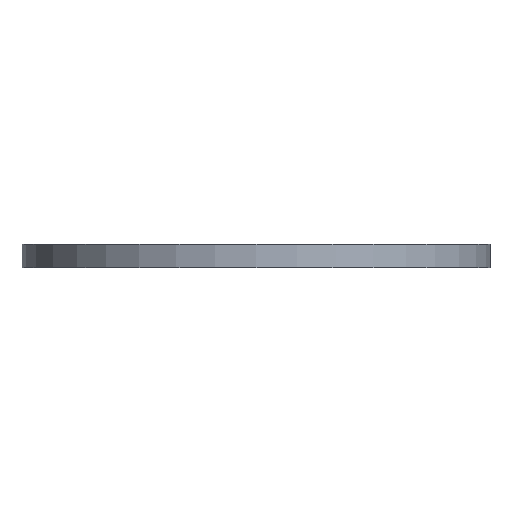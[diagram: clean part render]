
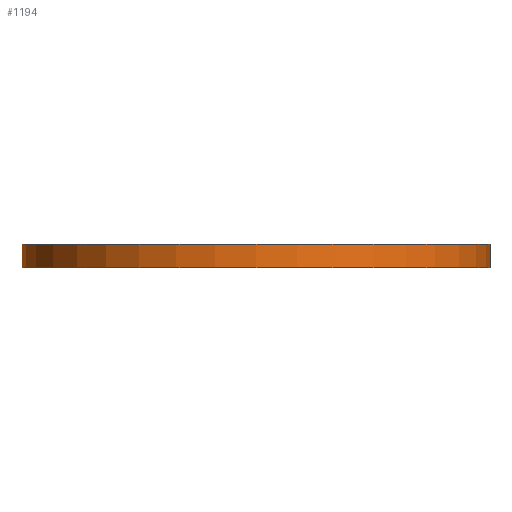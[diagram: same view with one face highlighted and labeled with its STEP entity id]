
A CAD part, front view. The second image highlights one B-rep face of the part: STEP entity #1194.
In plain terms, the highlighted cylindrical face has radius 50 mm (diameter 100 mm), a full revolution.
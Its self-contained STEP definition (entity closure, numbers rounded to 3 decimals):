
#124=FACE_OUTER_BOUND('',#195,.T.);
#195=EDGE_LOOP('',(#924,#925,#926,#927));
#292=LINE('',#1970,#381);
#381=VECTOR('',#1592,50.);
#440=CIRCLE('',#1276,50.);
#480=CIRCLE('',#1324,50.);
#538=VERTEX_POINT('',#1847);
#589=VERTEX_POINT('',#1968);
#660=EDGE_CURVE('',#538,#538,#440,.T.);
#722=EDGE_CURVE('',#589,#589,#480,.T.);
#723=EDGE_CURVE('',#589,#538,#292,.T.);
#924=ORIENTED_EDGE('',*,*,#722,.T.);
#925=ORIENTED_EDGE('',*,*,#723,.T.);
#926=ORIENTED_EDGE('',*,*,#660,.F.);
#927=ORIENTED_EDGE('',*,*,#723,.F.);
#1148=CYLINDRICAL_SURFACE('',#1323,50.);
#1194=ADVANCED_FACE('',(#124),#1148,.T.);
#1276=AXIS2_PLACEMENT_3D('',#1848,#1472,#1473);
#1323=AXIS2_PLACEMENT_3D('',#1967,#1588,#1589);
#1324=AXIS2_PLACEMENT_3D('',#1969,#1590,#1591);
#1472=DIRECTION('center_axis',(0.,0.,
1.));
#1473=DIRECTION('ref_axis',(-1.,0.,0.));
#1588=DIRECTION('center_axis',(0.,0.,
-1.));
#1589=DIRECTION('ref_axis',(1.,0.,0.));
#1590=DIRECTION('center_axis',(0.,0.,
1.));
#1591=DIRECTION('ref_axis',(-1.,0.,0.));
#1592=DIRECTION('',(0.,0.,1.));
#1847=CARTESIAN_POINT('',(147.879,73.973,86.648));
#1848=CARTESIAN_POINT('Origin',(197.879,73.973,86.648));
#1967=CARTESIAN_POINT('Origin',(197.879,73.973,86.648));
#1968=CARTESIAN_POINT('',(147.879,73.973,81.648));
#1969=CARTESIAN_POINT('Origin',(197.879,73.973,81.648));
#1970=CARTESIAN_POINT('',(147.879,73.973,86.648));
